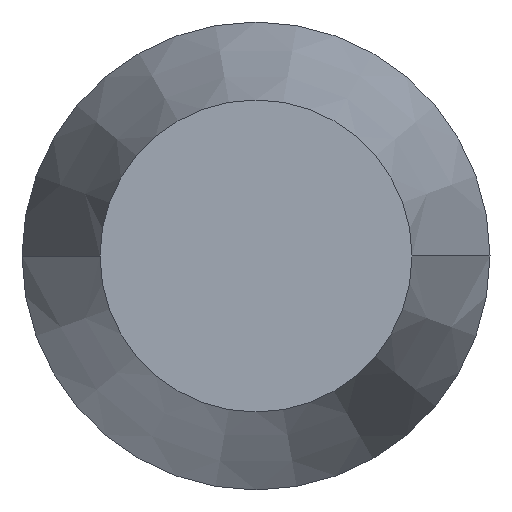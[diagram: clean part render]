
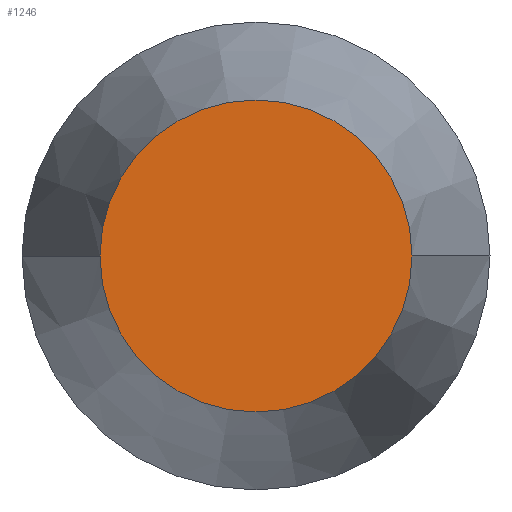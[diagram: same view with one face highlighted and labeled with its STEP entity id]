
A CAD part, front view. The second image highlights one B-rep face of the part: STEP entity #1246.
In plain terms, the highlighted planar face has unit normal (0, -1, 0).
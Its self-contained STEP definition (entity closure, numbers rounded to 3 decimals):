
#77 = ORIENTED_EDGE ( 'NONE', *, *, #651, .T. ) ;
#313 = CIRCLE ( 'NONE', #698, 4. ) ;
#318 = DIRECTION ( 'NONE',  ( 1., 0., 0. ) ) ;
#346 = DIRECTION ( 'NONE',  ( 1., 0., 0. ) ) ;
#355 = VERTEX_POINT ( 'NONE', #595 ) ;
#367 = DIRECTION ( 'NONE',  ( 0., -1., 0. ) ) ;
#372 = ORIENTED_EDGE ( 'NONE', *, *, #1325, .T. ) ;
#547 = CIRCLE ( 'NONE', #753, 4. ) ;
#561 = AXIS2_PLACEMENT_3D ( 'NONE', #1573, #1582, #318 ) ;
#591 = CARTESIAN_POINT ( 'NONE',  ( 4., 0., 0. ) ) ;
#595 = CARTESIAN_POINT ( 'NONE',  ( -4., 0., 0. ) ) ;
#651 = EDGE_CURVE ( 'NONE', #1218, #355, #313, .T. ) ;
#698 = AXIS2_PLACEMENT_3D ( 'NONE', #755, #1168, #1153 ) ;
#753 = AXIS2_PLACEMENT_3D ( 'NONE', #1177, #367, #346 ) ;
#755 = CARTESIAN_POINT ( 'NONE',  ( 0., 0., 0. ) ) ;
#1146 = PLANE ( 'NONE',  #561 ) ;
#1153 = DIRECTION ( 'NONE',  ( 1., 0., 0. ) ) ;
#1168 = DIRECTION ( 'NONE',  ( 0., -1., 0. ) ) ;
#1177 = CARTESIAN_POINT ( 'NONE',  ( 0., 0., 0. ) ) ;
#1218 = VERTEX_POINT ( 'NONE', #591 ) ;
#1246 = ADVANCED_FACE ( 'NONE', ( #1574 ), #1146, .T. ) ;
#1325 = EDGE_CURVE ( 'NONE', #355, #1218, #547, .T. ) ;
#1573 = CARTESIAN_POINT ( 'NONE',  ( 0., 0., 0. ) ) ;
#1574 = FACE_OUTER_BOUND ( 'NONE', #1756, .T. ) ;
#1582 = DIRECTION ( 'NONE',  ( 0., -1., 0. ) ) ;
#1756 = EDGE_LOOP ( 'NONE', ( #372, #77 ) ) ;
